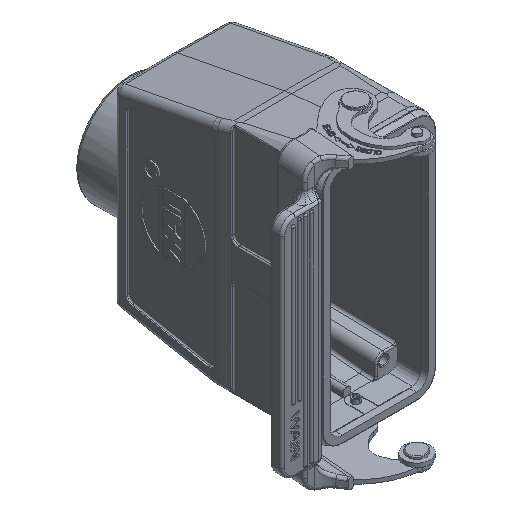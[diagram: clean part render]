
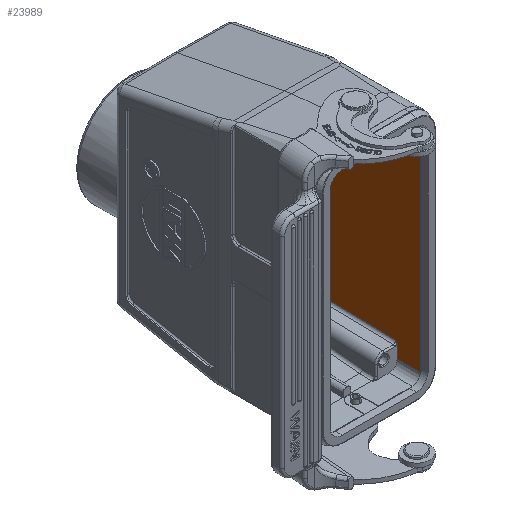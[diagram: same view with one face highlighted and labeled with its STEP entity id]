
A CAD part, isometric view. The second image highlights one B-rep face of the part: STEP entity #23989.
In plain terms, the highlighted planar face has unit normal (-1, -0.009, 0).
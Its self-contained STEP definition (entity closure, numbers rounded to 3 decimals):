
#940=DIRECTION('',(-0.009,0.999,0.031));
#941=VECTOR('',#940,61.354);
#942=CARTESIAN_POINT('',(18.496,-44.889,-34.734));
#943=LINE('',#942,#941);
#944=CARTESIAN_POINT('',(17.978,14.424,13.274));
#945=CARTESIAN_POINT('',(17.978,14.441,13.597));
#946=CARTESIAN_POINT('',(17.978,14.488,14.149));
#947=CARTESIAN_POINT('',(17.977,14.585,14.588));
#948=CARTESIAN_POINT('',(17.975,14.739,14.964));
#949=CARTESIAN_POINT('',(17.974,14.925,15.346));
#950=CARTESIAN_POINT('',(17.971,15.205,15.765));
#951=CARTESIAN_POINT('',(17.969,15.445,15.965));
#952=CARTESIAN_POINT('',(17.967,15.746,16.164));
#953=CARTESIAN_POINT('',(17.963,16.11,16.331));
#954=CARTESIAN_POINT('',(17.962,16.259,16.346));
#955=CARTESIAN_POINT('',(17.961,16.324,16.336));
#957=DIRECTION('',(0.009,-0.982,0.19));
#958=VECTOR('',#957,1.436);
#959=CARTESIAN_POINT('',(17.961,16.433,33.14));
#960=LINE('',#959,#958);
#961=CARTESIAN_POINT('',(17.973,15.023,33.413));
#962=CARTESIAN_POINT('',(17.998,12.103,33.977));
#963=CARTESIAN_POINT('',(18.024,9.131,34.274));
#964=CARTESIAN_POINT('',(18.05,6.157,34.3));
#966=DIRECTION('',(0.009,-1.,0.009));
#967=VECTOR('',#966,51.049);
#968=CARTESIAN_POINT('',(18.05,6.157,34.3));
#969=LINE('',#968,#967);
#970=DIRECTION('',(0.009,-1.,0.));
#971=VECTOR('',#970,8.705);
#972=CARTESIAN_POINT('',(18.5,-45.385,40.75));
#973=LINE('',#972,#971);
#974=DIRECTION('',(0.,0.,-1.));
#975=VECTOR('',#974,81.5);
#976=CARTESIAN_POINT('',(18.576,-54.089,40.75));
#977=LINE('',#976,#975);
#978=DIRECTION('',(0.009,-1.,0.));
#979=VECTOR('',#978,8.705);
#980=CARTESIAN_POINT('',(18.5,-45.385,-40.75));
#981=LINE('',#980,#979);
#1444=DIRECTION('',(0.,0.,-1.));
#1445=VECTOR('',#1444,4.89);
#1446=CARTESIAN_POINT('',(18.5,-45.385,40.75));
#1447=LINE('',#1446,#1445);
#1482=CARTESIAN_POINT('',(18.5,-45.385,35.86));
#1483=CARTESIAN_POINT('',(18.5,-45.385,35.81));
#1484=CARTESIAN_POINT('',(18.5,-45.376,35.705));
#1485=CARTESIAN_POINT('',(18.5,-45.336,35.533));
#1486=CARTESIAN_POINT('',(18.499,-45.266,35.351));
#1487=CARTESIAN_POINT('',(18.498,-45.166,35.16));
#1488=CARTESIAN_POINT('',(18.497,-45.04,34.96));
#1489=CARTESIAN_POINT('',(18.496,-44.94,34.819));
#1490=CARTESIAN_POINT('',(18.496,-44.889,34.746));
#2388=DIRECTION('',(0.,0.,-1.));
#2389=VECTOR('',#2388,16.798);
#2390=CARTESIAN_POINT('',(17.961,16.433,33.14));
#2391=LINE('',#2390,#2389);
#2516=DIRECTION('',(0.009,-0.999,-0.053));
#2517=VECTOR('',#2516,0.109);
#2518=CARTESIAN_POINT('',(17.961,16.433,16.342));
#2519=LINE('',#2518,#2517);
#2552=DIRECTION('',(0.,0.,-1.));
#2553=VECTOR('',#2552,26.547);
#2554=CARTESIAN_POINT('',(17.978,14.424,13.274));
#2555=LINE('',#2554,#2553);
#2556=CARTESIAN_POINT('',(17.978,14.424,-13.274));
#2557=CARTESIAN_POINT('',(17.978,14.441,-13.6));
#2558=CARTESIAN_POINT('',(17.977,14.488,-14.158));
#2559=CARTESIAN_POINT('',(17.977,14.59,-14.605));
#2560=CARTESIAN_POINT('',(17.975,14.749,-14.985));
#2561=CARTESIAN_POINT('',(17.974,14.923,-15.341));
#2562=CARTESIAN_POINT('',(17.971,15.213,-15.775));
#2563=CARTESIAN_POINT('',(17.969,15.45,-15.969));
#2564=CARTESIAN_POINT('',(17.967,15.74,-16.159));
#2565=CARTESIAN_POINT('',(17.963,16.123,-16.337));
#2566=CARTESIAN_POINT('',(17.962,16.262,-16.35));
#2567=CARTESIAN_POINT('',(17.962,16.321,-16.339));
#2579=DIRECTION('',(-0.009,1.,-0.02));
#2580=VECTOR('',#2579,0.112);
#2581=CARTESIAN_POINT('',(17.962,16.321,-16.339));
#2582=LINE('',#2581,#2580);
#2624=DIRECTION('',(0.,0.,-1.));
#2625=VECTOR('',#2624,16.494);
#2626=CARTESIAN_POINT('',(17.961,16.433,-16.341));
#2627=LINE('',#2626,#2625);
#17735=CARTESIAN_POINT('',(18.496,-44.889,
-34.734));
#17736=CARTESIAN_POINT('',(18.496,-44.94,
-34.808));
#17737=CARTESIAN_POINT('',(18.497,-45.04,
-34.948));
#17738=CARTESIAN_POINT('',(18.498,-45.166,
-35.148));
#17739=CARTESIAN_POINT('',(18.499,-45.266,
-35.34));
#17740=CARTESIAN_POINT('',(18.5,-45.336,
-35.522));
#17741=CARTESIAN_POINT('',(18.5,-45.376,
-35.695));
#17742=CARTESIAN_POINT('',(18.5,-45.385,
-35.799));
#17743=CARTESIAN_POINT('',(18.5,-45.385,
-35.849));
#17750=DIRECTION('',(0.,0.,-1.));
#17751=VECTOR('',#17750,4.901);
#17752=CARTESIAN_POINT('',(18.5,-45.385,
-35.849));
#17753=LINE('',#17752,#17751);
#18716=CARTESIAN_POINT('',(18.576,-54.089,
40.75));
#18717=CARTESIAN_POINT('',(18.576,-54.089,
-40.75));
#18718=VERTEX_POINT('',#18716);
#18719=VERTEX_POINT('',#18717);
#18746=CARTESIAN_POINT('',(18.5,-45.385,40.75));
#18747=VERTEX_POINT('',#18746);
#18750=VERTEX_POINT('',#17735);
#18751=VERTEX_POINT('',#17743);
#18752=CARTESIAN_POINT('',(17.961,16.433,
-32.835));
#18753=VERTEX_POINT('',#18752);
#18754=CARTESIAN_POINT('',(17.962,16.321,
-16.339));
#18755=CARTESIAN_POINT('',(17.961,16.433,
-16.341));
#18756=VERTEX_POINT('',#18754);
#18757=VERTEX_POINT('',#18755);
#18758=VERTEX_POINT('',#2556);
#18759=VERTEX_POINT('',#944);
#18760=VERTEX_POINT('',#955);
#18761=CARTESIAN_POINT('',(17.961,16.433,33.14));
#18762=CARTESIAN_POINT('',(17.973,15.023,33.413));
#18763=VERTEX_POINT('',#18761);
#18764=VERTEX_POINT('',#18762);
#18765=VERTEX_POINT('',#964);
#18766=CARTESIAN_POINT('',(18.496,-44.889,
34.746));
#18767=VERTEX_POINT('',#18766);
#18768=VERTEX_POINT('',#1482);
#18771=CARTESIAN_POINT('',(18.5,-45.385,
-40.75));
#18772=VERTEX_POINT('',#18771);
#19010=CARTESIAN_POINT('',(17.961,16.433,16.342));
#19011=VERTEX_POINT('',#19010);
#23948=CARTESIAN_POINT('',(18.268,-18.828,
0.));
#23949=DIRECTION('',(1.,0.009,0.));
#23950=DIRECTION('',(0.009,-1.,0.));
#23951=AXIS2_PLACEMENT_3D('',#23948,#23949,#23950);
#23952=PLANE('',#23951);
#23954=ORIENTED_EDGE('',*,*,#23953,.F.);
#23956=ORIENTED_EDGE('',*,*,#23955,.F.);
#23958=ORIENTED_EDGE('',*,*,#23957,.F.);
#23960=ORIENTED_EDGE('',*,*,#23959,.T.);
#23962=ORIENTED_EDGE('',*,*,#23961,.F.);
#23964=ORIENTED_EDGE('',*,*,#23963,.F.);
#23966=ORIENTED_EDGE('',*,*,#23965,.F.);
#23968=ORIENTED_EDGE('',*,*,#23967,.F.);
#23970=ORIENTED_EDGE('',*,*,#23969,.T.);
#23972=ORIENTED_EDGE('',*,*,#23971,.F.);
#23974=ORIENTED_EDGE('',*,*,#23973,.F.);
#23976=ORIENTED_EDGE('',*,*,#23975,.T.);
#23978=ORIENTED_EDGE('',*,*,#23977,.T.);
#23980=ORIENTED_EDGE('',*,*,#23979,.T.);
#23982=ORIENTED_EDGE('',*,*,#23981,.F.);
#23984=ORIENTED_EDGE('',*,*,#23983,.F.);
#23985=ORIENTED_EDGE('',*,*,#23938,.T.);
#23986=ORIENTED_EDGE('',*,*,#23813,.T.);
#23987=EDGE_LOOP('',(#23954,#23956,#23958,#23960,#23962,#23964,#23966,#23968,
#23970,#23972,#23974,#23976,#23978,#23980,#23982,#23984,#23985,#23986));
#23988=FACE_OUTER_BOUND('',#23987,.F.);
#23989=ADVANCED_FACE('',(#23988),#23952,.F.);
#956=B_SPLINE_CURVE_WITH_KNOTS('',3,(#944,#945,#946,#947,#948,#949,#950,#951,
#952,#953,#954,#955),.UNSPECIFIED.,.F.,.F.,(4,1,1,1,1,1,1,1,1,4),(0.,
0.111,0.222,0.333,0.444,
0.556,0.667,0.778,0.889,1.),
.UNSPECIFIED.);
#965=B_SPLINE_CURVE_WITH_KNOTS('',3,(#961,#962,#963,#964),.UNSPECIFIED.,.F.,.F.,
(4,4),(0.,1.),.UNSPECIFIED.);
#1491=B_SPLINE_CURVE_WITH_KNOTS('',3,(#1482,#1483,#1484,#1485,#1486,#1487,#1488,
#1489,#1490),.UNSPECIFIED.,.F.,.F.,(4,1,1,1,1,1,4),(0.,0.167,
0.333,0.5,0.667,0.833,1.),
.UNSPECIFIED.);
#2568=B_SPLINE_CURVE_WITH_KNOTS('',3,(#2556,#2557,#2558,#2559,#2560,#2561,#2562,
#2563,#2564,#2565,#2566,#2567),.UNSPECIFIED.,.F.,.F.,(4,1,1,1,1,1,1,1,1,4),
(0.,0.111,0.222,0.333,0.444,
0.556,0.667,0.778,0.889,1.),
.UNSPECIFIED.);
#17744=B_SPLINE_CURVE_WITH_KNOTS('',3,(#17735,#17736,#17737,#17738,#17739,
#17740,#17741,#17742,#17743),.UNSPECIFIED.,.F.,.F.,(4,1,1,1,1,1,4),(0.,
0.167,0.333,0.5,0.667,0.833,
1.),.UNSPECIFIED.);
#23813=EDGE_CURVE('',#18718,#18719,#977,.T.);
#23938=EDGE_CURVE('',#18747,#18718,#973,.T.);
#23953=EDGE_CURVE('',#18772,#18719,#981,.T.);
#23955=EDGE_CURVE('',#18751,#18772,#17753,.T.);
#23957=EDGE_CURVE('',#18750,#18751,#17744,.T.);
#23959=EDGE_CURVE('',#18750,#18753,#943,.T.);
#23961=EDGE_CURVE('',#18757,#18753,#2627,.T.);
#23963=EDGE_CURVE('',#18756,#18757,#2582,.T.);
#23965=EDGE_CURVE('',#18758,#18756,#2568,.T.);
#23967=EDGE_CURVE('',#18759,#18758,#2555,.T.);
#23969=EDGE_CURVE('',#18759,#18760,#956,.T.);
#23971=EDGE_CURVE('',#19011,#18760,#2519,.T.);
#23973=EDGE_CURVE('',#18763,#19011,#2391,.T.);
#23975=EDGE_CURVE('',#18763,#18764,#960,.T.);
#23977=EDGE_CURVE('',#18764,#18765,#965,.T.);
#23979=EDGE_CURVE('',#18765,#18767,#969,.T.);
#23981=EDGE_CURVE('',#18768,#18767,#1491,.T.);
#23983=EDGE_CURVE('',#18747,#18768,#1447,.T.);
